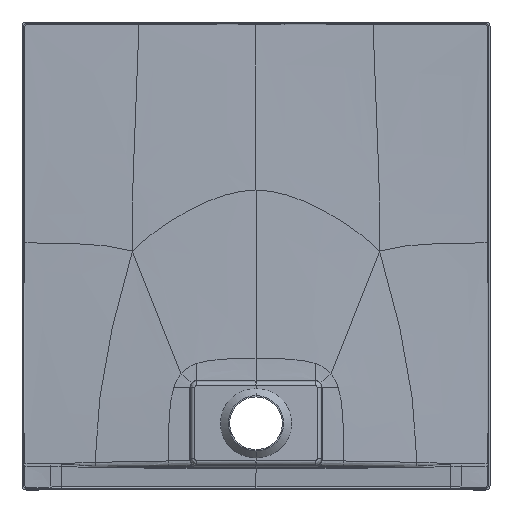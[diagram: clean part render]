
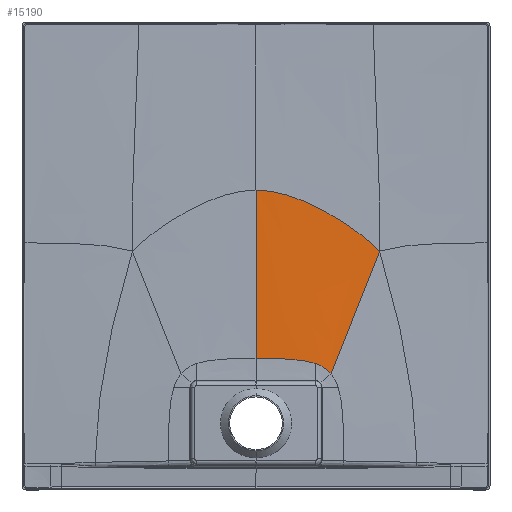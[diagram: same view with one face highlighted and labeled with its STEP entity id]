
A CAD part, front view. The second image highlights one B-rep face of the part: STEP entity #15190.
In plain terms, the highlighted free-form (B-spline) face has degree [3, 3] with [9, 8] control points.
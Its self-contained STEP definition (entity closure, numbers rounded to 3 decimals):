
#3835=CARTESIAN_POINT('',(128.382,-15.897,198.399));
#3836=CARTESIAN_POINT('',(133.597,-15.359,210.373));
#3837=CARTESIAN_POINT('',(143.748,-14.262,236.256));
#3838=CARTESIAN_POINT('',(159.619,-12.449,281.144));
#3839=CARTESIAN_POINT('',(176.667,-10.709,326.568));
#3840=CARTESIAN_POINT('',(192.695,-9.422,365.186));
#3841=CARTESIAN_POINT('',(203.029,-8.694,389.255));
#3842=CARTESIAN_POINT('',(208.554,-8.335,401.908));
#3843=CARTESIAN_POINT('',(211.392,-8.159,408.37));
#3870=CARTESIAN_POINT('',(0.,-9.449,
512.567));
#3871=CARTESIAN_POINT('',(17.226,-9.449,512.567));
#3872=CARTESIAN_POINT('',(51.773,-9.356,506.64));
#3873=CARTESIAN_POINT('',(104.09,-9.056,484.74));
#3874=CARTESIAN_POINT('',(148.52,-8.76,459.335));
#3875=CARTESIAN_POINT('',(184.508,-8.46,433.133));
#3876=CARTESIAN_POINT('',(202.479,-8.268,417.192));
#3877=CARTESIAN_POINT('',(211.392,-8.159,408.37));
#3879=CARTESIAN_POINT('',(128.382,-15.897,198.399));
#3880=CARTESIAN_POINT('',(125.902,-15.897,201.389));
#3881=CARTESIAN_POINT('',(120.387,-15.898,206.706));
#3882=CARTESIAN_POINT('',(111.122,-15.898,212.391));
#3883=CARTESIAN_POINT('',(104.196,-15.899,215.216));
#3884=CARTESIAN_POINT('',(101.029,-15.899,216.296));
#3886=CARTESIAN_POINT('',(101.029,-15.899,216.296));
#3887=CARTESIAN_POINT('',(95.734,-15.899,218.102));
#3888=CARTESIAN_POINT('',(80.508,-15.899,221.85));
#3889=CARTESIAN_POINT('',(49.086,-15.899,224.72));
#3890=CARTESIAN_POINT('',(17.759,-15.899,225.067));
#3891=CARTESIAN_POINT('',(0.,-15.899,
225.067));
#3893=DIRECTION('',(0.,0.022,1.));
#3894=VECTOR('',#3893,287.572);
#3895=CARTESIAN_POINT('',(0.,-15.899,
225.067));
#3896=LINE('',#3895,#3894);
#4589=VERTEX_POINT('',#3835);
#4590=VERTEX_POINT('',#3843);
#4598=VERTEX_POINT('',#3884);
#4724=CARTESIAN_POINT('',(0.,-15.899,
225.067));
#4725=CARTESIAN_POINT('',(0.,-9.449,
512.567));
#4726=VERTEX_POINT('',#4724);
#4727=VERTEX_POINT('',#4725);
#15108=CARTESIAN_POINT('',(-1.349,-15.965,
222.121));
#15109=CARTESIAN_POINT('',(16.967,-15.965,
222.127));
#15110=CARTESIAN_POINT('',(48.743,-15.965,
221.904));
#15111=CARTESIAN_POINT('',(84.797,-15.964,
218.991));
#15112=CARTESIAN_POINT('',(106.548,-15.962,
212.945));
#15113=CARTESIAN_POINT('',(120.091,-15.962,
204.874));
#15114=CARTESIAN_POINT('',(125.653,-15.963,
199.512));
#15115=CARTESIAN_POINT('',(128.205,-15.963,
196.368));
#15116=CARTESIAN_POINT('',(-1.349,-15.406,
247.061));
#15117=CARTESIAN_POINT('',(16.964,-15.406,
247.09));
#15118=CARTESIAN_POINT('',(49.089,-15.408,
245.985));
#15119=CARTESIAN_POINT('',(86.407,-15.417,
239.733));
#15120=CARTESIAN_POINT('',(109.565,-15.422,
230.145));
#15121=CARTESIAN_POINT('',(124.434,-15.417,
219.229));
#15122=CARTESIAN_POINT('',(130.751,-15.409,
212.471));
#15123=CARTESIAN_POINT('',(133.721,-15.403,
208.623));
#15124=CARTESIAN_POINT('',(-1.341,-14.309,
295.958));
#15125=CARTESIAN_POINT('',(16.848,-14.309,
296.032));
#15126=CARTESIAN_POINT('',(49.47,-14.314,
293.203));
#15127=CARTESIAN_POINT('',(89.138,-14.337,
280.631));
#15128=CARTESIAN_POINT('',(115.048,-14.349,
264.677));
#15129=CARTESIAN_POINT('',(132.564,-14.329,
248.881));
#15130=CARTESIAN_POINT('',(140.407,-14.302,
239.776));
#15131=CARTESIAN_POINT('',(144.224,-14.283,
234.736));
#15132=CARTESIAN_POINT('',(-1.306,-12.674,
368.812));
#15133=CARTESIAN_POINT('',(16.4,-12.674,
368.945));
#15134=CARTESIAN_POINT('',(49.311,-12.671,
363.872));
#15135=CARTESIAN_POINT('',(92.361,-12.666,
343.471));
#15136=CARTESIAN_POINT('',(122.812,-12.64,
320.03));
#15137=CARTESIAN_POINT('',(144.859,-12.559,
298.51));
#15138=CARTESIAN_POINT('',(155.315,-12.487,
286.53));
#15139=CARTESIAN_POINT('',(160.57,-12.441,
279.961));
#15140=CARTESIAN_POINT('',(-1.279,-11.33,
428.707));
#15141=CARTESIAN_POINT('',(16.046,-11.331,
428.868));
#15142=CARTESIAN_POINT('',(49.231,-11.3,
422.723));
#15143=CARTESIAN_POINT('',(95.508,-11.204,
398.878));
#15144=CARTESIAN_POINT('',(130.748,-11.081,
372.068));
#15145=CARTESIAN_POINT('',(157.785,-10.904,
347.171));
#15146=CARTESIAN_POINT('',(171.101,-10.774,
333.02));
#15147=CARTESIAN_POINT('',(177.897,-10.695,
325.152));
#15148=CARTESIAN_POINT('',(-1.281,-10.39,
470.634));
#15149=CARTESIAN_POINT('',(16.064,-10.391,
470.797));
#15150=CARTESIAN_POINT('',(49.908,-10.331,
464.564));
#15151=CARTESIAN_POINT('',(99.131,-10.136,
440.795));
#15152=CARTESIAN_POINT('',(138.664,-9.925,
413.935));
#15153=CARTESIAN_POINT('',(170.212,-9.675,
387.8));
#15154=CARTESIAN_POINT('',(186.051,-9.506,
372.349));
#15155=CARTESIAN_POINT('',(194.161,-9.404,
363.616));
#15156=CARTESIAN_POINT('',(-1.292,-9.838,
495.233));
#15157=CARTESIAN_POINT('',(16.191,-9.84,
495.392));
#15158=CARTESIAN_POINT('',(50.624,-9.761,
489.3));
#15159=CARTESIAN_POINT('',(101.831,-9.503,
466.298));
#15160=CARTESIAN_POINT('',(144.156,-9.24,
440.088));
#15161=CARTESIAN_POINT('',(178.592,-8.955,
413.568));
#15162=CARTESIAN_POINT('',(196.006,-8.766,
397.446));
#15163=CARTESIAN_POINT('',(204.917,-8.654,
388.244));
#15164=CARTESIAN_POINT('',(-1.301,-9.555,
507.853));
#15165=CARTESIAN_POINT('',(16.302,-9.557,
508.009));
#15166=CARTESIAN_POINT('',(51.12,-9.468,
502.054));
#15167=CARTESIAN_POINT('',(103.441,-9.177,
479.689));
#15168=CARTESIAN_POINT('',(147.288,-8.89,
454.037));
#15169=CARTESIAN_POINT('',(183.27,-8.59,
427.43));
#15170=CARTESIAN_POINT('',(201.509,-8.393,
410.995));
#15171=CARTESIAN_POINT('',(210.832,-8.276,
401.57));
#15172=CARTESIAN_POINT('',(-1.306,-9.406,
514.483));
#15173=CARTESIAN_POINT('',(16.374,-9.409,514.637));
#15174=CARTESIAN_POINT('',(51.418,-9.314,
508.77));
#15175=CARTESIAN_POINT('',(104.352,-9.006,
486.799));
#15176=CARTESIAN_POINT('',(149.019,-8.707,
461.492));
#15177=CARTESIAN_POINT('',(185.822,-8.4,
434.863));
#15178=CARTESIAN_POINT('',(204.493,-8.199,
418.272));
#15179=CARTESIAN_POINT('',(214.03,-8.081,
408.735));
#15180=B_SPLINE_SURFACE_WITH_KNOTS('',3,3,((#15108,#15109,#15110,#15111,#15112,
#15113,#15114,#15115),(#15116,#15117,#15118,#15119,#15120,#15121,#15122,#15123),
(#15124,#15125,#15126,#15127,#15128,#15129,#15130,#15131),(#15132,#15133,#15134,
#15135,#15136,#15137,#15138,#15139),(#15140,#15141,#15142,#15143,#15144,#15145,
#15146,#15147),(#15148,#15149,#15150,#15151,#15152,#15153,#15154,#15155),
(#15156,#15157,#15158,#15159,#15160,#15161,#15162,#15163),(#15164,#15165,#15166,
#15167,#15168,#15169,#15170,#15171),(#15172,#15173,#15174,#15175,#15176,#15177,
#15178,#15179)),.UNSPECIFIED.,.F.,.F.,.F.,(4,1,1,1,1,1,4),(4,1,1,1,1,4),(
-0.005,0.125,0.25,0.375,0.438,0.469,0.503),
(-0.003,0.125,0.25,0.375,0.438,0.504),
.UNSPECIFIED.);
#15182=ORIENTED_EDGE('',*,*,#15181,.T.);
#15184=ORIENTED_EDGE('',*,*,#15183,.T.);
#15185=ORIENTED_EDGE('',*,*,#14916,.F.);
#15186=ORIENTED_EDGE('',*,*,#6331,.T.);
#15187=ORIENTED_EDGE('',*,*,#6397,.T.);
#15188=EDGE_LOOP('',(#15182,#15184,#15185,#15186,#15187));
#15189=FACE_OUTER_BOUND('',#15188,.F.);
#15190=ADVANCED_FACE('',(#15189),#15180,.F.);
#3844=B_SPLINE_CURVE_WITH_KNOTS('',3,(#3835,#3836,#3837,#3838,#3839,#3840,#3841,
#3842,#3843),.UNSPECIFIED.,.F.,.F.,(4,1,1,1,1,1,4),(0.,0.25,0.5,0.75,
0.875,0.938,1.),.UNSPECIFIED.);
#3878=B_SPLINE_CURVE_WITH_KNOTS('',3,(#3870,#3871,#3872,#3873,#3874,#3875,#3876,
#3877),.UNSPECIFIED.,.F.,.F.,(4,1,1,1,1,4),(0.,0.25,0.5,0.75,0.875,
1.),.UNSPECIFIED.);
#3885=B_SPLINE_CURVE_WITH_KNOTS('',3,(#3879,#3880,#3881,#3882,#3883,#3884),
.UNSPECIFIED.,.F.,.F.,(4,1,1,4),(0.,0.364,0.728,1.),
.UNSPECIFIED.);
#3892=B_SPLINE_CURVE_WITH_KNOTS('',3,(#3886,#3887,#3888,#3889,#3890,#3891),
.UNSPECIFIED.,.F.,.F.,(4,1,1,4),(0.,0.238,0.619,1.),
.UNSPECIFIED.);
#6331=EDGE_CURVE('',#4589,#4598,#3885,.T.);
#6397=EDGE_CURVE('',#4598,#4726,#3892,.T.);
#14916=EDGE_CURVE('',#4589,#4590,#3844,.T.);
#15181=EDGE_CURVE('',#4726,#4727,#3896,.T.);
#15183=EDGE_CURVE('',#4727,#4590,#3878,.T.);
